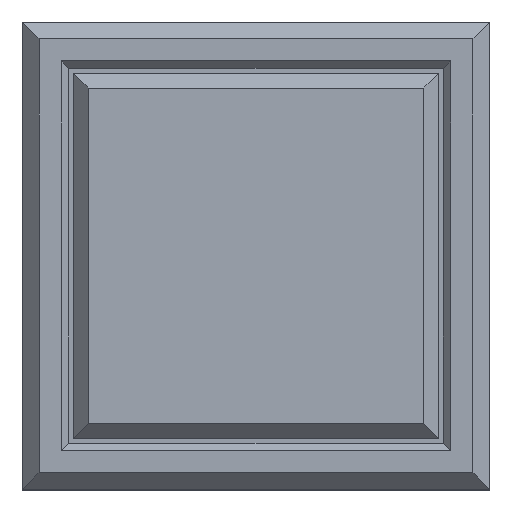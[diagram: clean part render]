
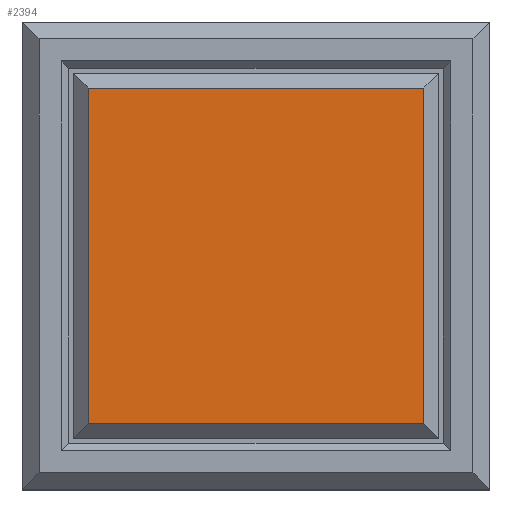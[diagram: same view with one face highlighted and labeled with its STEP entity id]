
A CAD part, top view. The second image highlights one B-rep face of the part: STEP entity #2394.
In plain terms, the highlighted planar face has unit normal (0, 0, 1).
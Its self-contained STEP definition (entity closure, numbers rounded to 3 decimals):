
#211=PLANE($,#2604);
#329=FACE_OUTER_BOUND($,#498,.T.);
#498=EDGE_LOOP($,(#1947,#1948,#1949,#1950));
#660=LINE($,#7646,#828);
#664=LINE($,#7654,#832);
#667=LINE($,#7660,#835);
#670=LINE($,#7665,#838);
#828=VECTOR($,#3023,17.9);
#832=VECTOR($,#3029,17.9);
#835=VECTOR($,#3034,17.9);
#838=VECTOR($,#3039,17.9);
#1172=VERTEX_POINT($,#7644);
#1173=VERTEX_POINT($,#7645);
#1176=VERTEX_POINT($,#7653);
#1178=VERTEX_POINT($,#7659);
#1457=EDGE_CURVE($,#1172,#1173,#660,.T.);
#1461=EDGE_CURVE($,#1173,#1176,#664,.T.);
#1464=EDGE_CURVE($,#1176,#1178,#667,.T.);
#1467=EDGE_CURVE($,#1178,#1172,#670,.T.);
#1947=ORIENTED_EDGE($,*,*,#1457,.F.);
#1948=ORIENTED_EDGE($,*,*,#1467,.F.);
#1949=ORIENTED_EDGE($,*,*,#1464,.F.);
#1950=ORIENTED_EDGE($,*,*,#1461,.F.);
#2394=ADVANCED_FACE($,(#329),#211,.T.);
#2604=AXIS2_PLACEMENT_3D($,#7667,#3041,#3042);
#3023=DIRECTION($,(-1.,0.,0.));
#3029=DIRECTION($,(0.,1.,0.));
#3034=DIRECTION($,(1.,0.,0.));
#3039=DIRECTION($,(0.,-1.,0.));
#3041=DIRECTION('center_axis',(0.,0.,1.));
#3042=DIRECTION('ref_axis',(0.,1.,0.));
#7644=CARTESIAN_POINT('',(8.959,-8.953,11.484));
#7645=CARTESIAN_POINT('',(-8.941,-8.953,11.484));
#7646=CARTESIAN_POINT($,(8.959,-8.953,11.484));
#7653=CARTESIAN_POINT('',(-8.941,8.947,11.484));
#7654=CARTESIAN_POINT($,(-8.941,-8.953,11.484));
#7659=CARTESIAN_POINT('',(8.959,8.947,11.484));
#7660=CARTESIAN_POINT($,(-8.941,8.947,11.484));
#7665=CARTESIAN_POINT($,(8.959,8.947,11.484));
#7667=CARTESIAN_POINT('Origin',(0.009,-0.003,
11.484));
